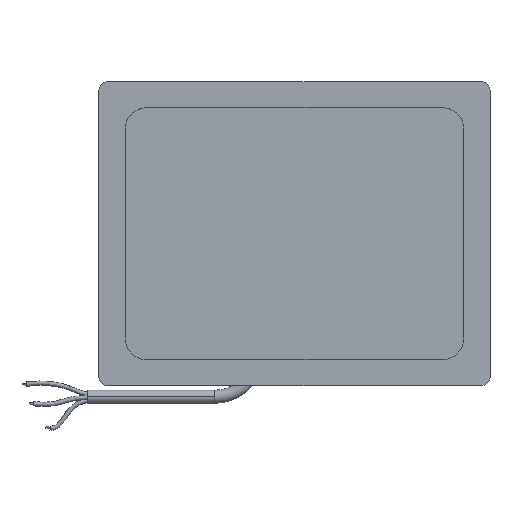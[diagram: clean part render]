
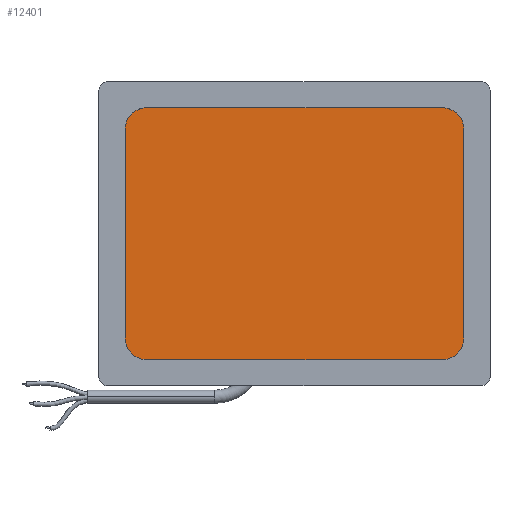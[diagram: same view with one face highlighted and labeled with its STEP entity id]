
A CAD part, top view. The second image highlights one B-rep face of the part: STEP entity #12401.
In plain terms, the highlighted planar face has unit normal (0, 0, 1).
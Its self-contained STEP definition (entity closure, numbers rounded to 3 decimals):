
#37 = CIRCLE ( 'NONE', #15541, 10. ) ;
#194 = EDGE_CURVE ( 'NONE', #5666, #16409, #8796, .T. ) ;
#224 = LINE ( 'NONE', #2785, #859 ) ;
#312 = CARTESIAN_POINT ( 'NONE',  ( 68., -58., 28.5 ) ) ;
#393 = ORIENTED_EDGE ( 'NONE', *, *, #5107, .T. ) ;
#859 = VECTOR ( 'NONE', #11120, 1000. ) ;
#1531 = DIRECTION ( 'NONE',  ( 1., 0., 0. ) ) ;
#1669 = AXIS2_PLACEMENT_3D ( 'NONE', #9764, #2817, #15307 ) ;
#1773 = CARTESIAN_POINT ( 'NONE',  ( 68., 58., 28.5 ) ) ;
#2162 = AXIS2_PLACEMENT_3D ( 'NONE', #10553, #9224, #3491 ) ;
#2357 = DIRECTION ( 'NONE',  ( 1., 0., 0. ) ) ;
#2390 = CARTESIAN_POINT ( 'NONE',  ( -78., 48., 28.5 ) ) ;
#2469 = ORIENTED_EDGE ( 'NONE', *, *, #12972, .T. ) ;
#2785 = CARTESIAN_POINT ( 'NONE',  ( 68., 58., 28.5 ) ) ;
#2817 = DIRECTION ( 'NONE',  ( 0., 0., 1. ) ) ;
#3028 = VECTOR ( 'NONE', #13802, 1000. ) ;
#3482 = ORIENTED_EDGE ( 'NONE', *, *, #194, .T. ) ;
#3491 = DIRECTION ( 'NONE',  ( 1., 0., 0. ) ) ;
#3681 = DIRECTION ( 'NONE',  ( 0., 0., 1. ) ) ;
#3682 = CIRCLE ( 'NONE', #6198, 10. ) ;
#3859 = VECTOR ( 'NONE', #17487, 1000. ) ;
#4054 = CARTESIAN_POINT ( 'NONE',  ( -68., 58., 28.5 ) ) ;
#4169 = ORIENTED_EDGE ( 'NONE', *, *, #4929, .T. ) ;
#4170 = VERTEX_POINT ( 'NONE', #17505 ) ;
#4923 = VERTEX_POINT ( 'NONE', #4054 ) ;
#4929 = EDGE_CURVE ( 'NONE', #4170, #5666, #14032, .T. ) ;
#5038 = ORIENTED_EDGE ( 'NONE', *, *, #8027, .T. ) ;
#5107 = EDGE_CURVE ( 'NONE', #16409, #4923, #224, .T. ) ;
#5307 = AXIS2_PLACEMENT_3D ( 'NONE', #5706, #13979, #1531 ) ;
#5469 = CARTESIAN_POINT ( 'NONE',  ( 78., 48., 28.5 ) ) ;
#5666 = VERTEX_POINT ( 'NONE', #5469 ) ;
#5706 = CARTESIAN_POINT ( 'NONE',  ( 68., 48., 28.5 ) ) ;
#6198 = AXIS2_PLACEMENT_3D ( 'NONE', #17248, #3681, #2357 ) ;
#6706 = CARTESIAN_POINT ( 'NONE',  ( 78., -48., 28.5 ) ) ;
#7307 = VERTEX_POINT ( 'NONE', #12748 ) ;
#7425 = VERTEX_POINT ( 'NONE', #15078 ) ;
#8027 = EDGE_CURVE ( 'NONE', #16192, #7307, #14038, .T. ) ;
#8102 = CARTESIAN_POINT ( 'NONE',  ( -68., -58., 28.5 ) ) ;
#8200 = VECTOR ( 'NONE', #13454, 1000. ) ;
#8300 = ORIENTED_EDGE ( 'NONE', *, *, #12132, .T. ) ;
#8476 = VERTEX_POINT ( 'NONE', #312 ) ;
#8637 = DIRECTION ( 'NONE',  ( 0., 0., 1. ) ) ;
#8796 = CIRCLE ( 'NONE', #5307, 10. ) ;
#9079 = ORIENTED_EDGE ( 'NONE', *, *, #13402, .T. ) ;
#9171 = EDGE_LOOP ( 'NONE', ( #3482, #393, #9079, #5038, #2469, #15127, #8300, #4169 ) ) ;
#9224 = DIRECTION ( 'NONE',  ( 0., 0., 1. ) ) ;
#9672 = EDGE_CURVE ( 'NONE', #7425, #8476, #14855, .T. ) ;
#9764 = CARTESIAN_POINT ( 'NONE',  ( 68., 48., 28.5 ) ) ;
#9910 = DIRECTION ( 'NONE',  ( 1., 0., 0. ) ) ;
#10553 = CARTESIAN_POINT ( 'NONE',  ( 68., -48., 28.5 ) ) ;
#11096 = PLANE ( 'NONE',  #1669 ) ;
#11120 = DIRECTION ( 'NONE',  ( -1., 0., 0. ) ) ;
#12132 = EDGE_CURVE ( 'NONE', #8476, #4170, #17787, .T. ) ;
#12401 = ADVANCED_FACE ( 'NONE', ( #12605 ), #11096, .T. ) ;
#12605 = FACE_OUTER_BOUND ( 'NONE', #9171, .T. ) ;
#12748 = CARTESIAN_POINT ( 'NONE',  ( -78., -48., 28.5 ) ) ;
#12972 = EDGE_CURVE ( 'NONE', #7307, #7425, #37, .T. ) ;
#13402 = EDGE_CURVE ( 'NONE', #4923, #16192, #3682, .T. ) ;
#13454 = DIRECTION ( 'NONE',  ( 0., 1., 0. ) ) ;
#13802 = DIRECTION ( 'NONE',  ( 0., -1., 0. ) ) ;
#13979 = DIRECTION ( 'NONE',  ( 0., 0., 1. ) ) ;
#14032 = LINE ( 'NONE', #6706, #8200 ) ;
#14038 = LINE ( 'NONE', #15113, #3028 ) ;
#14062 = CARTESIAN_POINT ( 'NONE',  ( -68., -48., 28.5 ) ) ;
#14855 = LINE ( 'NONE', #8102, #3859 ) ;
#15078 = CARTESIAN_POINT ( 'NONE',  ( -68., -58., 28.5 ) ) ;
#15113 = CARTESIAN_POINT ( 'NONE',  ( -78., 48., 28.5 ) ) ;
#15127 = ORIENTED_EDGE ( 'NONE', *, *, #9672, .T. ) ;
#15307 = DIRECTION ( 'NONE',  ( 1., 0., 0. ) ) ;
#15541 = AXIS2_PLACEMENT_3D ( 'NONE', #14062, #8637, #9910 ) ;
#16192 = VERTEX_POINT ( 'NONE', #2390 ) ;
#16409 = VERTEX_POINT ( 'NONE', #1773 ) ;
#17248 = CARTESIAN_POINT ( 'NONE',  ( -68., 48., 28.5 ) ) ;
#17487 = DIRECTION ( 'NONE',  ( 1., 0., 0. ) ) ;
#17505 = CARTESIAN_POINT ( 'NONE',  ( 78., -48., 28.5 ) ) ;
#17787 = CIRCLE ( 'NONE', #2162, 10. ) ;
